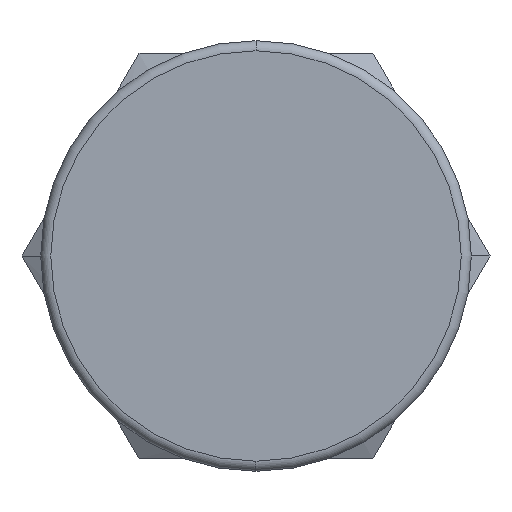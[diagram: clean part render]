
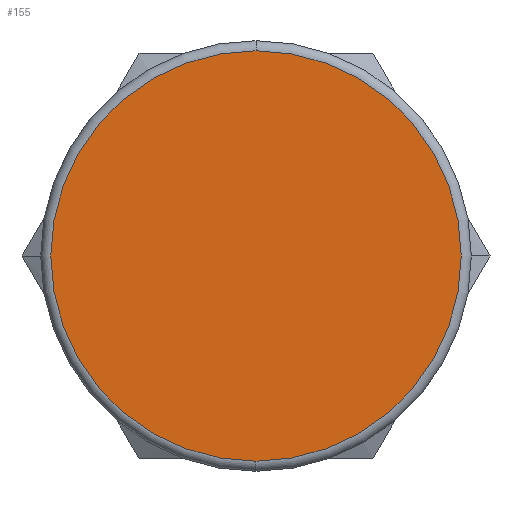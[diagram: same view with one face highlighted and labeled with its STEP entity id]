
A CAD part, front view. The second image highlights one B-rep face of the part: STEP entity #155.
In plain terms, the highlighted planar face has unit normal (0, -1, 0).
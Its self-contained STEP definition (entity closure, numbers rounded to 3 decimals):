
#155=ADVANCED_FACE('',(#380),#381,.T.);
#380=FACE_OUTER_BOUND('',#680,.T.);
#381=PLANE('',#681);
#680=EDGE_LOOP('',(#1053,#1054,#1055));
#681=AXIS2_PLACEMENT_3D('',#1056,#1057,#1058);
#1053=ORIENTED_EDGE('',*,*,#1731,.T.);
#1054=ORIENTED_EDGE('',*,*,#1697,.T.);
#1055=ORIENTED_EDGE('',*,*,#1732,.T.);
#1056=CARTESIAN_POINT('',(0.0,0.0,0.0));
#1057=DIRECTION('',(0.0,-1.0,0.0));
#1058=DIRECTION('',(-1.0,0.0,0.0));
#1697=EDGE_CURVE('',#1993,#1997,#1999,.T.);
#1731=EDGE_CURVE('',#2044,#1993,#2045,.T.);
#1732=EDGE_CURVE('',#1997,#2044,#2046,.T.);
#1993=VERTEX_POINT('',#2405);
#1997=VERTEX_POINT('',#2409);
#1999=CIRCLE('',#2411,4.05);
#2044=VERTEX_POINT('',#2466);
#2045=CIRCLE('',#2467,4.05);
#2046=CIRCLE('',#2468,4.05);
#2405=CARTESIAN_POINT('',(0.,0.0,-4.05));
#2409=CARTESIAN_POINT('',(0.,0.0,4.05));
#2411=AXIS2_PLACEMENT_3D('',#3294,#3295,#3296);
#2466=CARTESIAN_POINT('',(-4.05,0.,0.0));
#2467=AXIS2_PLACEMENT_3D('',#3340,#3341,#3342);
#2468=AXIS2_PLACEMENT_3D('',#3343,#3344,#3345);
#3294=CARTESIAN_POINT('',(0.,0.0,0.0));
#3295=DIRECTION('',(0.0,-1.0,0.0));
#3296=DIRECTION('',(-1.0,0.0,0.0));
#3340=CARTESIAN_POINT('',(0.,0.0,0.0));
#3341=DIRECTION('',(0.0,-1.0,0.0));
#3342=DIRECTION('',(-1.0,0.0,0.0));
#3343=CARTESIAN_POINT('',(0.,0.0,0.0));
#3344=DIRECTION('',(0.0,-1.0,0.0));
#3345=DIRECTION('',(-1.0,0.0,0.0));
